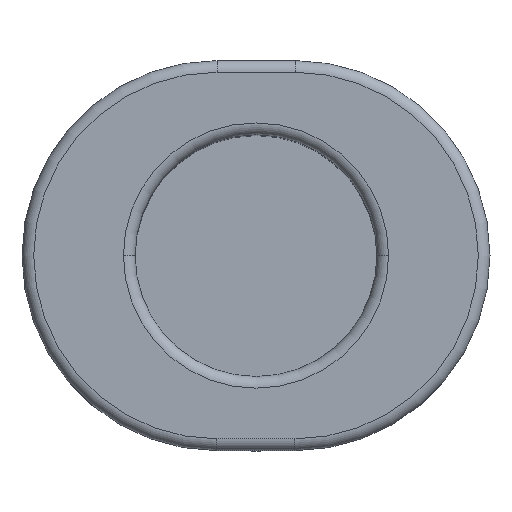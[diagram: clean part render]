
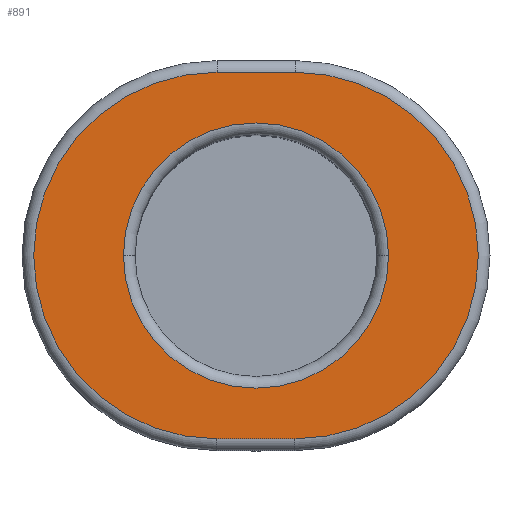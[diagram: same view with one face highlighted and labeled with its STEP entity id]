
A CAD part, top view. The second image highlights one B-rep face of the part: STEP entity #891.
In plain terms, the highlighted face is planar.
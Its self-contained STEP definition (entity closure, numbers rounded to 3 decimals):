
#508=CARTESIAN_POINT('',(3.4,-8.25,0.));
#509=VERTEX_POINT('',#508);
#517=CARTESIAN_POINT('',(-3.4,-8.25,0.));
#518=VERTEX_POINT('',#517);
#519=CARTESIAN_POINT('',(0.0,-8.25,0.));
#520=DIRECTION('',(0.0,-1.0,0.0));
#521=DIRECTION('',(1.0,0.0,0.0));
#522=AXIS2_PLACEMENT_3D('',#519,#520,#521);
#523=CIRCLE('',#522,3.4);
#524=EDGE_CURVE('',#509,#518,#523,.T.);
#687=CARTESIAN_POINT('',(1.,-8.25,4.7));
#688=VERTEX_POINT('',#687);
#689=CARTESIAN_POINT('',(1.0,-8.25,-4.7));
#690=VERTEX_POINT('',#689);
#691=CARTESIAN_POINT('',(1.0,-8.25,0.));
#692=DIRECTION('',(0.,1.0,0.));
#693=DIRECTION('',(1.0,0.,0.));
#694=AXIS2_PLACEMENT_3D('',#691,#692,#693);
#695=CIRCLE('',#694,4.7);
#696=EDGE_CURVE('',#688,#690,#695,.T.);
#731=CARTESIAN_POINT('',(-1.0,-8.25,-4.7));
#732=VERTEX_POINT('',#731);
#733=CARTESIAN_POINT('',(1.0,-8.25,-4.7));
#734=DIRECTION('',(-1.0,0.0,0.0));
#735=VECTOR('',#734,2.0);
#736=LINE('',#733,#735);
#737=EDGE_CURVE('',#690,#732,#736,.T.);
#771=CARTESIAN_POINT('',(-1.,-8.25,4.7));
#772=VERTEX_POINT('',#771);
#780=CARTESIAN_POINT('',(-1.,-8.25,4.7));
#781=DIRECTION('',(1.0,0.0,0.0));
#782=VECTOR('',#781,2.);
#783=LINE('',#780,#782);
#784=EDGE_CURVE('',#772,#688,#783,.T.);
#795=CARTESIAN_POINT('',(-1.0,-8.25,0.));
#796=DIRECTION('',(0.0,1.0,0.0));
#797=DIRECTION('',(-1.0,0.0,0.0));
#798=AXIS2_PLACEMENT_3D('',#795,#796,#797);
#799=CIRCLE('',#798,4.7);
#800=EDGE_CURVE('',#732,#772,#799,.T.);
#870=CARTESIAN_POINT('',(0.,-8.25,0.));
#871=DIRECTION('',(0.0,1.0,0.0));
#872=DIRECTION('',(1.0,0.0,0.0));
#873=AXIS2_PLACEMENT_3D('',#870,#871,#872);
#874=PLANE('',#873);
#875=ORIENTED_EDGE('',*,*,#696,.F.);
#876=ORIENTED_EDGE('',*,*,#784,.F.);
#877=ORIENTED_EDGE('',*,*,#800,.F.);
#878=ORIENTED_EDGE('',*,*,#737,.F.);
#879=EDGE_LOOP('',(#875,#876,#877,#878));
#880=FACE_OUTER_BOUND('',#879,.T.);
#881=CARTESIAN_POINT('',(0.0,-8.25,0.));
#882=DIRECTION('',(0.0,-1.0,0.0));
#883=DIRECTION('',(1.0,0.0,0.0));
#884=AXIS2_PLACEMENT_3D('',#881,#882,#883);
#885=CIRCLE('',#884,3.4);
#886=EDGE_CURVE('',#518,#509,#885,.T.);
#887=ORIENTED_EDGE('',*,*,#886,.F.);
#888=ORIENTED_EDGE('',*,*,#524,.F.);
#889=EDGE_LOOP('',(#887,#888));
#890=FACE_BOUND('',#889,.T.);
#891=ADVANCED_FACE('',(#880,#890),#874,.F.);
